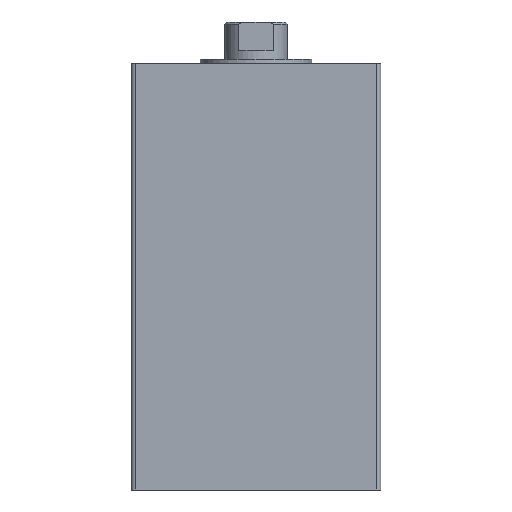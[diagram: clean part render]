
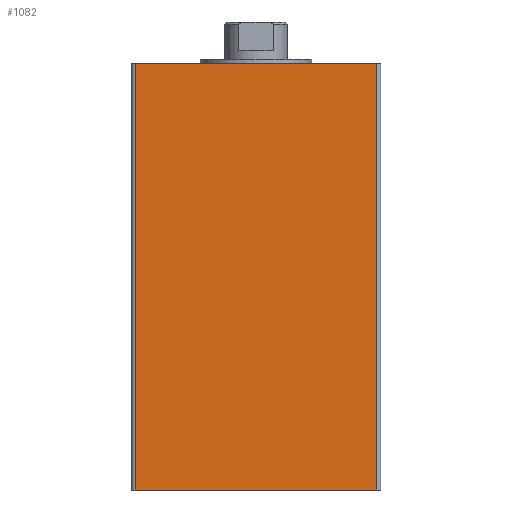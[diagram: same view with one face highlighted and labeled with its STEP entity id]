
A CAD part, front view. The second image highlights one B-rep face of the part: STEP entity #1082.
In plain terms, the highlighted planar face has unit normal (0, -1, 0).
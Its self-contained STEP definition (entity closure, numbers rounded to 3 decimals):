
#43=PLANE('',#1183);
#76=LINE('',#1721,#142);
#77=LINE('',#1723,#143);
#78=LINE('',#1725,#144);
#79=LINE('',#1727,#145);
#142=VECTOR('',#1349,1000.);
#143=VECTOR('',#1352,1000.);
#144=VECTOR('',#1353,1000.);
#145=VECTOR('',#1354,1000.);
#215=ORIENTED_EDGE('',*,*,#511,.F.);
#216=ORIENTED_EDGE('',*,*,#510,.F.);
#217=ORIENTED_EDGE('',*,*,#512,.T.);
#218=ORIENTED_EDGE('',*,*,#513,.T.);
#510=EDGE_CURVE('',#657,#656,#76,.T.);
#511=EDGE_CURVE('',#656,#658,#77,.T.);
#512=EDGE_CURVE('',#657,#659,#78,.T.);
#513=EDGE_CURVE('',#659,#658,#79,.T.);
#656=VERTEX_POINT('',#1718);
#657=VERTEX_POINT('',#1720);
#658=VERTEX_POINT('',#1724);
#659=VERTEX_POINT('',#1726);
#842=EDGE_LOOP('',(#215,#216,#217,#218));
#944=FACE_BOUND('',#842,.T.);
#1082=ADVANCED_FACE('',(#944),#43,.T.);
#1183=AXIS2_PLACEMENT_3D('',#1722,#1350,#1351);
#1349=DIRECTION('',(0.,0.,1.));
#1350=DIRECTION('',(0.,-1.,0.));
#1351=DIRECTION('',(0.,0.,-1.));
#1352=DIRECTION('',(1.,0.,0.));
#1353=DIRECTION('',(1.,0.,0.));
#1354=DIRECTION('',(0.,0.,1.));
#1718=CARTESIAN_POINT('',(-11.6,-12.,0.));
#1720=CARTESIAN_POINT('',(-11.6,-12.,-41.));
#1721=CARTESIAN_POINT('',(-11.6,-12.,-41.));
#1722=CARTESIAN_POINT('',(-11.6,-12.,-41.));
#1723=CARTESIAN_POINT('',(-11.6,-12.,0.));
#1724=CARTESIAN_POINT('',(11.6,-12.,0.));
#1725=CARTESIAN_POINT('',(-11.6,-12.,-41.));
#1726=CARTESIAN_POINT('',(11.6,-12.,-41.));
#1727=CARTESIAN_POINT('',(11.6,-12.,-41.));
